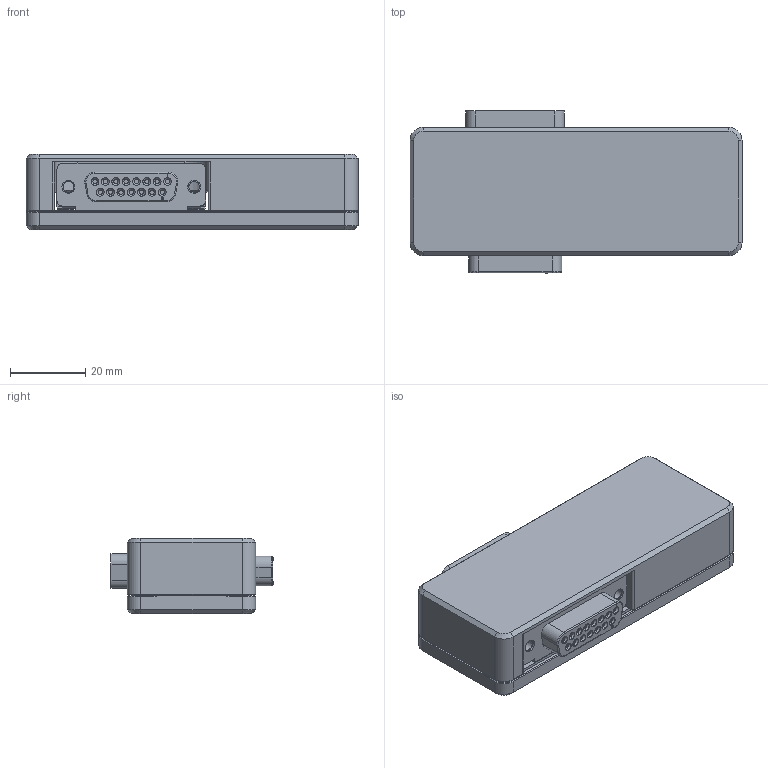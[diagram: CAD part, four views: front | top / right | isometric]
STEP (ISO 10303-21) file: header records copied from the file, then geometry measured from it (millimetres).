
FILE_DESCRIPTION(/* description */ (''),/* implementation_level */ '2;1');
FILE_NAME(/* name */ 'N-6195-2060-01_A.stp',/* time_stamp */ '2016-07-05T15:12:38+01:00',/* author */ (''),/* organization */ (''),/* preprocessor_version */ 'ST-DEVELOPER v16',/* originating_system */ 'SIEMENS PLM Software NX 10.0',/* authorisation */ '');
FILE_SCHEMA (('AUTOMOTIVE_DESIGN { 1 0 10303 214 3 1 1 1 }'));
Products named in the file (1): ie131C846A40u7hx
Bounding box: 88 x 42.94 x 19.97 mm (x, y, z)
Volume: 41319 mm3; surface area: 31564.4 mm2
Topology: 18 solids, 18 shells, 2202 faces, 5830 edges, 3769 vertices
Faces by surface type: plane 1358, cylinder 636, cone 168, bspline 36, torus 4
Full cylindrical faces by diameter (mm): 0.635 x15, 0.7 x3, 1.016 x15, 1.1 x30, 2.2 x4, 2.3 x2, 2.38 x4, 2.5 x2, 2.8 x4, 2.845 x2, 2.848 x2, 3 x4, 3.099 x2, 3.18 x2, 3.2 x2, 3.708 x2, 3.912 x2, 3.988 x4, 5.3 x4, 5.677 x2, 8 x6
Entity records: 81126 total; most frequent: CARTESIAN_POINT 18069, DIRECTION 11350, ORIENTED_EDGE 11264, EDGE_CURVE 5632, LINE 4074, VECTOR 4074, VERTEX_POINT 3740, AXIS2_PLACEMENT_3D 3638
